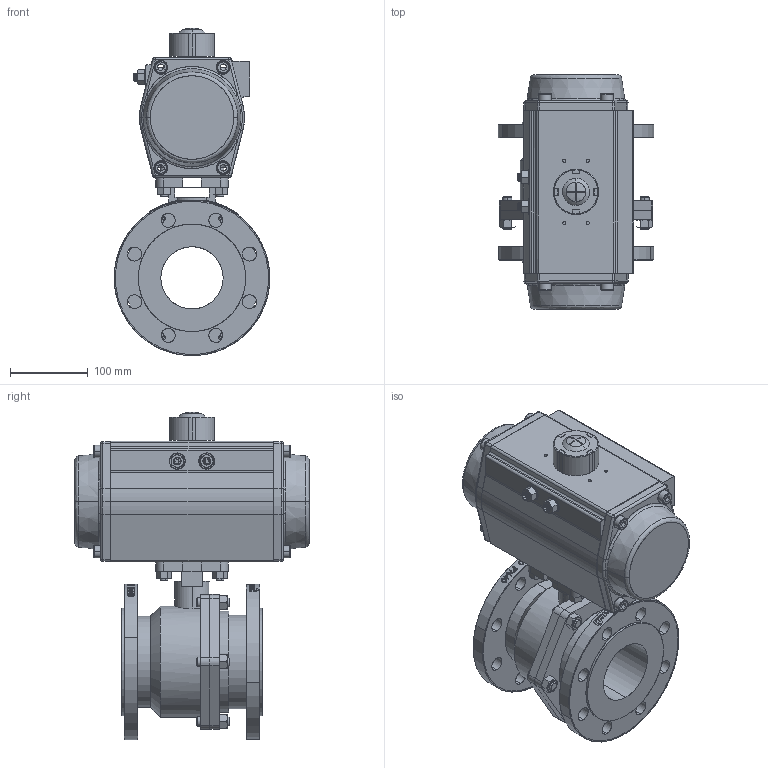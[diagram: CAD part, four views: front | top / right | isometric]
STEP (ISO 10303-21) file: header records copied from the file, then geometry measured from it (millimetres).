
FILE_DESCRIPTION (( 'STEP AP214' ), '1' );
FILE_NAME ('PK05_DN80 (PK05010010).STEP', '2022-04-28T08:27:09', ( '' ), ( '' ), 'SwSTEP 2.0', 'SolidWorks 2021', '' );
FILE_SCHEMA (( 'AUTOMOTIVE_DESIGN' ));
Length unit declared in the file: metre
Products named in the file (1): PK05_DN80 (PK05010010)
Bounding box: 200.03 x 301.04 x 420.75 mm (x, y, z)
Surface area: 517975 mm2 (no closed solid volume)
Topology: 0 solids, 568 shells, 883 faces, 4097 edges, 3669 vertices
Faces by surface type: plane 294, cylinder 276, bspline 165, cone 134, torus 10, sphere 4
Entity records: 104744 total; most frequent: CARTESIAN_POINT 65713, DIRECTION 5118, ORIENTED_EDGE 4666, EDGE_CURVE 4079, VERTEX_POINT 3669, AXIS2_PLACEMENT_3D 1842, B_SPLINE_CURVE_WITH_KNOTS 1522, LINE 1434
